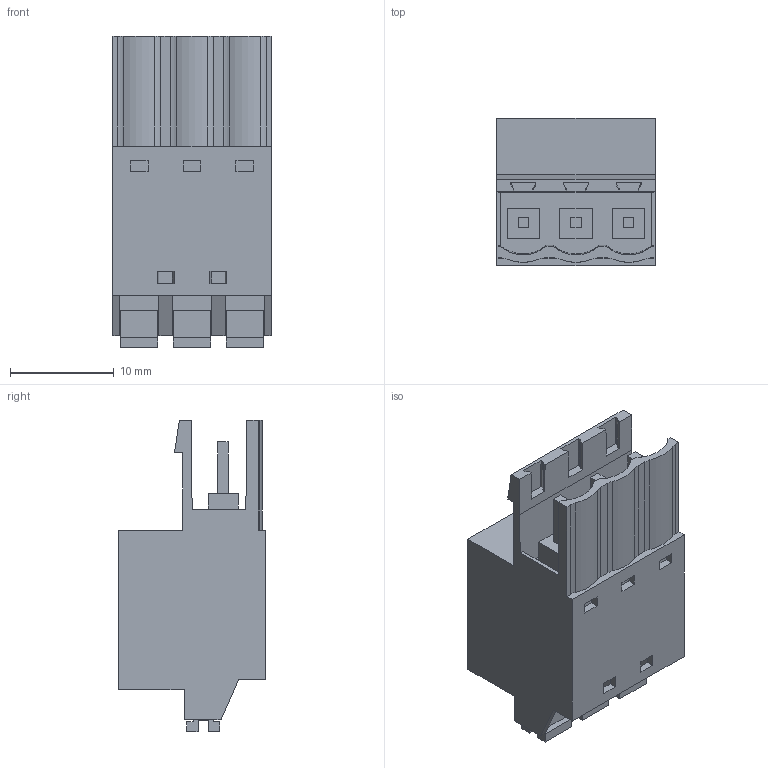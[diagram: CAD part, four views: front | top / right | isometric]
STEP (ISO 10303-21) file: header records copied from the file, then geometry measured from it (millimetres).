
FILE_DESCRIPTION(('CATIA V5 STEP Exchange','CAx-IF Rec.Pracs.--- Model Styling and Organization---1.4--- 2014-01-23'),'2;1');
FILE_NAME ('011664-3_0_1335340000_1335340000.stp','2021-07-01T15:04:13+00:00',('none'),('Weidmueller'),'CATIA Version 5-6 Release 2016 SP3 HF44','CATIA V5 STEP AP214','none');
FILE_SCHEMA(('AUTOMOTIVE_DESIGN { 1 0 10303 214 1 1 1 1 }'));
Length unit declared in the file: millimetre
Products named in the file (1): 1335340000
Bounding box: 15.24 x 14.2 x 29.93 mm (x, y, z)
Volume: 3388.4 mm3; surface area: 3269.4 mm2
Topology: 7 solids, 7 shells, 297 faces, 780 edges, 510 vertices
Faces by surface type: plane 264, cylinder 27, extrusion 6
Entity records: 8851 total; most frequent: CARTESIAN_POINT 1824, ORIENTED_EDGE 1560, DIRECTION 1190, EDGE_CURVE 780, VECTOR 721, LINE 715, VERTEX_POINT 510, EDGE_LOOP 324
